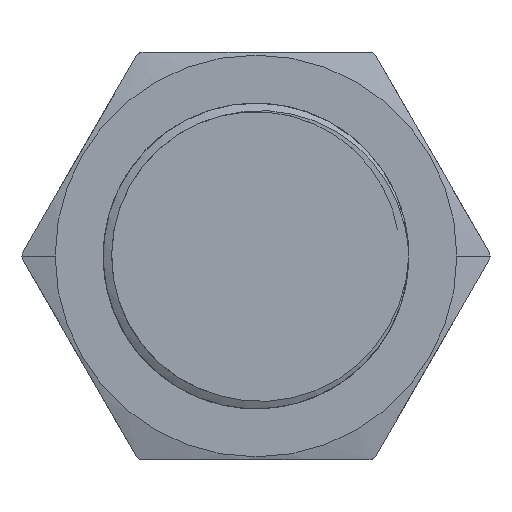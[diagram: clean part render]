
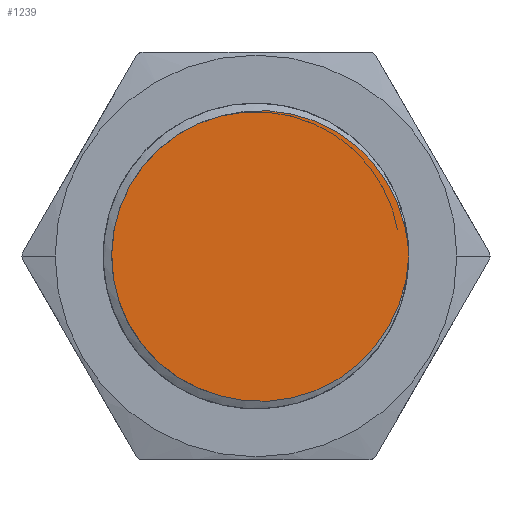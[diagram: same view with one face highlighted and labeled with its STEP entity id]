
A CAD part, front view. The second image highlights one B-rep face of the part: STEP entity #1239.
In plain terms, the highlighted planar face has unit normal (0, -1, 0).
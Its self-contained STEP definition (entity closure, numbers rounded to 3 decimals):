
#270=PLANE('',#5940);
#714=B_SPLINE_CURVE_WITH_KNOTS('',3,(#24652,#24653,#24654,#24655,#24656,
#24657),.UNSPECIFIED.,.F.,.F.,(4,2,4),(0.,0.5,1.),.UNSPECIFIED.);
#715=B_SPLINE_CURVE_WITH_KNOTS('',3,(#24798,#24799,#24800,#24801,#24802,
#24803),.UNSPECIFIED.,.F.,.F.,(4,2,4),(0.,0.5,1.),.UNSPECIFIED.);
#1239=ADVANCED_FACE('',(#1578),#270,.F.);
#1578=FACE_OUTER_BOUND('',#1902,.T.);
#1902=EDGE_LOOP('',(#3658,#3659,#3660));
#3658=ORIENTED_EDGE('',*,*,#5401,.F.);
#3659=ORIENTED_EDGE('',*,*,#5400,.F.);
#3660=ORIENTED_EDGE('',*,*,#5271,.T.);
#4592=VERTEX_POINT('',#12097);
#4594=VERTEX_POINT('',#12118);
#4613=VERTEX_POINT('',#24646);
#5271=EDGE_CURVE('',#4592,#4594,#5642,.T.);
#5400=EDGE_CURVE('',#4592,#4613,#714,.T.);
#5401=EDGE_CURVE('',#4613,#4594,#715,.T.);
#5642=CIRCLE('',#5896,8.5);
#5896=AXIS2_PLACEMENT_3D('',#12119,#6656,#6657);
#5940=AXIS2_PLACEMENT_3D('',#24804,#6746,#6747);
#6656=DIRECTION('',(0.,-1.,0.));
#6657=DIRECTION('',(-0.241,0.,0.971));
#6746=DIRECTION('',(0.,1.,0.));
#6747=DIRECTION('',(1.,0.,0.));
#12097=CARTESIAN_POINT('',(-2.03,0.,8.254));
#12118=CARTESIAN_POINT('',(-2.045,0.,-8.25));
#12119=CARTESIAN_POINT('',(0.,0.,0.));
#24646=CARTESIAN_POINT('',(9.,0.,0.));
#24652=CARTESIAN_POINT('',(-2.03,0.,8.254));
#24653=CARTESIAN_POINT('',(0.537,0.,8.975));
#24654=CARTESIAN_POINT('',(3.386,0.,8.407));
#24655=CARTESIAN_POINT('',(7.602,0.,5.224));
#24656=CARTESIAN_POINT('',(8.92,0.,2.664));
#24657=CARTESIAN_POINT('',(9.,0.,0.));
#24798=CARTESIAN_POINT('',(8.996,0.,0.));
#24799=CARTESIAN_POINT('',(8.909,0.,-2.665));
#24800=CARTESIAN_POINT('',(7.595,0.,-5.222));
#24801=CARTESIAN_POINT('',(3.361,0.,-8.42));
#24802=CARTESIAN_POINT('',(0.524,0.,-8.975));
#24803=CARTESIAN_POINT('',(-2.045,0.,-8.25));
#24804=CARTESIAN_POINT('',(-18.5,0.,-16.075));
